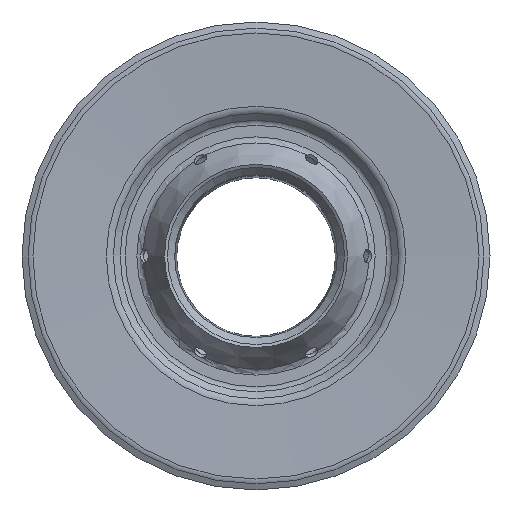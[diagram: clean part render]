
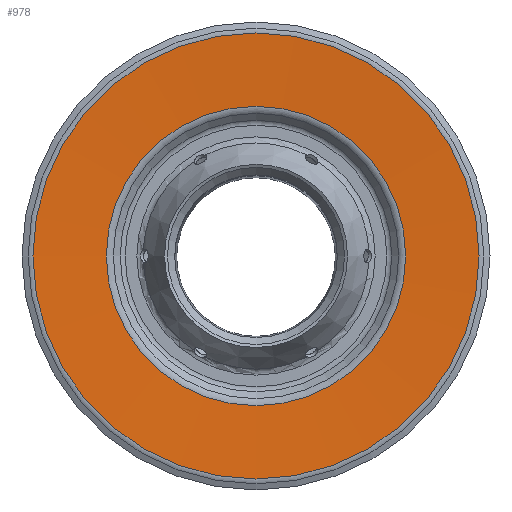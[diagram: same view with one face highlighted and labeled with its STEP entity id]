
A CAD part, top view. The second image highlights one B-rep face of the part: STEP entity #978.
In plain terms, the highlighted conical face has half-angle 87.638 degrees and reference radius 800.04 mm.
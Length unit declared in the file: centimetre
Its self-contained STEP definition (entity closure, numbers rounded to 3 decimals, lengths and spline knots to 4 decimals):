
#86=CIRCLE('',#1071,95.7534);
#88=CIRCLE('',#1073,95.7534);
#89=CIRCLE('',#1075,64.2547);
#90=CIRCLE('',#1076,64.2547);
#147=CONICAL_SURFACE('',#1074,80.004,1.53);
#178=FACE_OUTER_BOUND('',#229,.T.);
#229=EDGE_LOOP('',(#805,#806,#807,#808,#809,#810));
#277=LINE('',#2441,#307);
#307=VECTOR('',#1294,80.004);
#421=VERTEX_POINT('',#2434);
#422=VERTEX_POINT('',#2435);
#423=VERTEX_POINT('',#2440);
#424=VERTEX_POINT('',#2442);
#555=EDGE_CURVE('',#421,#422,#86,.T.);
#557=EDGE_CURVE('',#422,#421,#88,.T.);
#558=EDGE_CURVE('',#422,#423,#277,.T.);
#559=EDGE_CURVE('',#424,#423,#89,.T.);
#560=EDGE_CURVE('',#423,#424,#90,.T.);
#805=ORIENTED_EDGE('',*,*,#555,.T.);
#806=ORIENTED_EDGE('',*,*,#558,.T.);
#807=ORIENTED_EDGE('',*,*,#559,.F.);
#808=ORIENTED_EDGE('',*,*,#560,.F.);
#809=ORIENTED_EDGE('',*,*,#558,.F.);
#810=ORIENTED_EDGE('',*,*,#557,.T.);
#978=ADVANCED_FACE('',(#178),#147,.F.);
#1071=AXIS2_PLACEMENT_3D('',#2436,#1286,#1287);
#1073=AXIS2_PLACEMENT_3D('',#2438,#1290,#1291);
#1074=AXIS2_PLACEMENT_3D('',#2439,#1292,#1293);
#1075=AXIS2_PLACEMENT_3D('',#2443,#1295,#1296);
#1076=AXIS2_PLACEMENT_3D('',#2444,#1297,#1298);
#1286=DIRECTION('center_axis',(0.,0.,1.));
#1287=DIRECTION('ref_axis',(1.,0.,0.));
#1290=DIRECTION('center_axis',(0.,0.,1.));
#1291=DIRECTION('ref_axis',(1.,0.,0.));
#1292=DIRECTION('center_axis',(0.,0.,1.));
#1293=DIRECTION('ref_axis',(-1.,0.,0.));
#1294=DIRECTION('',(-0.999,0.,-0.041));
#1295=DIRECTION('center_axis',(0.,0.,1.));
#1296=DIRECTION('ref_axis',(1.,0.,0.));
#1297=DIRECTION('center_axis',(0.,0.,1.));
#1298=DIRECTION('ref_axis',(1.,0.,0.));
#2434=CARTESIAN_POINT('',(0.,95.7534,252.9692));
#2435=CARTESIAN_POINT('',(95.7534,0.,252.9692));
#2436=CARTESIAN_POINT('Origin',(0.,0.,
252.9692));
#2438=CARTESIAN_POINT('Origin',(0.,0.,
252.9692));
#2439=CARTESIAN_POINT('Origin',(0.,0.,
252.3195));
#2440=CARTESIAN_POINT('',(64.2547,0.,251.6697));
#2441=CARTESIAN_POINT('',(80.004,0.,252.3195));
#2442=CARTESIAN_POINT('',(0.,64.2547,251.6697));
#2443=CARTESIAN_POINT('Origin',(0.,0.,
251.6697));
#2444=CARTESIAN_POINT('Origin',(0.,0.,
251.6697));
